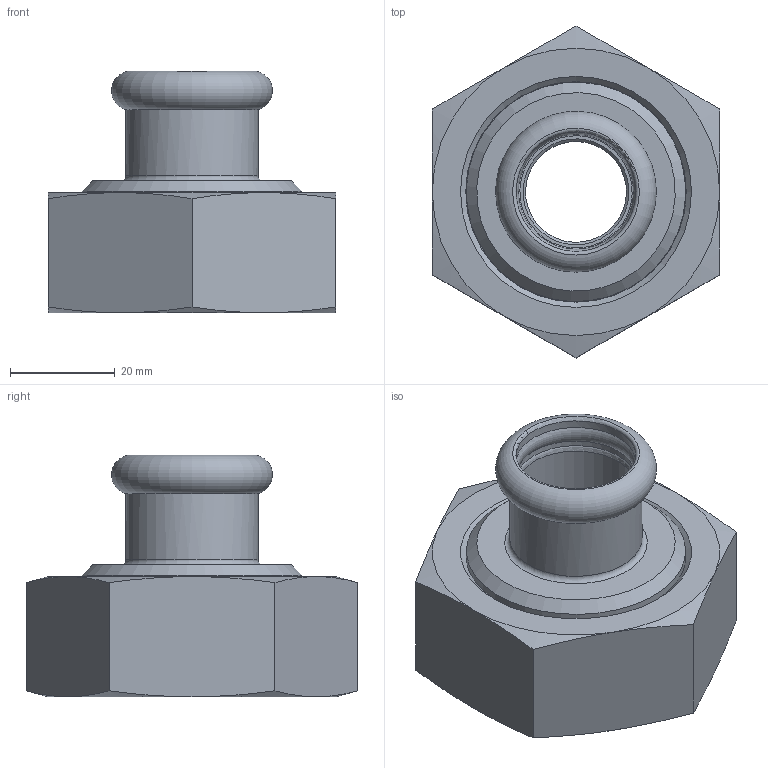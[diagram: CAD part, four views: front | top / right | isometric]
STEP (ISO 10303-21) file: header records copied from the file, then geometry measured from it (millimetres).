
FILE_DESCRIPTION(/* description */ ('Manicotto con dado folle 22 x 1" 1/2'),/* implementation_level */ '2;1');
FILE_NAME(/* name */ '383022022_Steelpres.stp',/* time_stamp */ '2022-10-21T16:09:45+02:00',/* author */ ('Vault'),/* organization */ ('Raccorderie metalliche s.p.a. '),/* preprocessor_version */ 'ST-DEVELOPER v18.1',/* originating_system */ 'Autodesk Inventor 2020',/* authorisation */ 'Raccorderie metalliche s.p.a. ');
FILE_SCHEMA (('AUTOMOTIVE_DESIGN { 1 0 10303 214 3 1 1 }'));
Length unit declared in the file: millimetre
Products named in the file (1): 383022022_Steelpres
Bounding box: 55 x 63.51 x 46.25 mm (x, y, z)
Volume: 41194.8 mm3; surface area: 18534.2 mm2
Topology: 2 solids, 2 shells, 55 faces, 143 edges, 96 vertices
Faces by surface type: cone 19, plane 16, cylinder 11, torus 9
Full cylindrical faces by diameter (mm): 19.3 x1, 22.3 x1, 22.9 x2, 25.3 x1, 30 x1, 42 x2, 42.2 x1, 44.5 x1, 45 x1
Entity records: 1772 total; most frequent: CARTESIAN_POINT 343, DIRECTION 326, ORIENTED_EDGE 286, AXIS2_PLACEMENT_3D 151, EDGE_CURVE 143, VERTEX_POINT 96, CIRCLE 95, EDGE_LOOP 63
